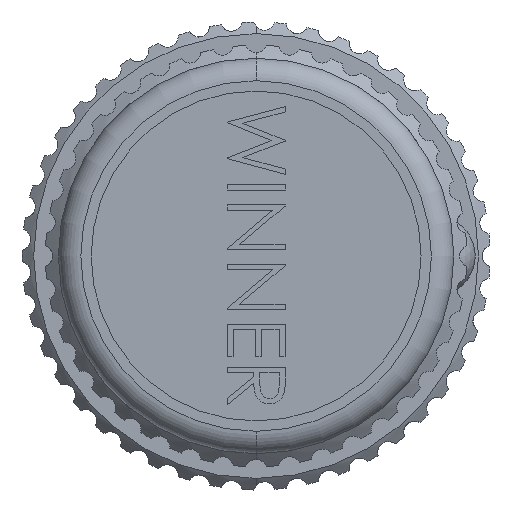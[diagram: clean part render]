
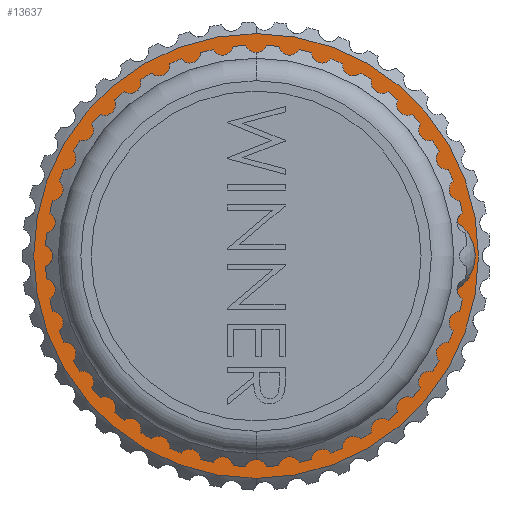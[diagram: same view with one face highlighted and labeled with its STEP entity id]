
A CAD part, left-side view. The second image highlights one B-rep face of the part: STEP entity #13637.
In plain terms, the highlighted planar face has unit normal (-1, 0, 0).
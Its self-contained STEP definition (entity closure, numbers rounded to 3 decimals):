
#834 = CARTESIAN_POINT ( 'NONE',  ( -14.1, 0., 0. ) ) ;
#1448 = EDGE_CURVE ( 'NONE', #7615, #3401, #7781, .T. ) ;
#2084 = VERTEX_POINT ( 'NONE', #9801 ) ;
#2539 = AXIS2_PLACEMENT_3D ( 'NONE', #17734, #4291, #6896 ) ;
#3401 = VERTEX_POINT ( 'NONE', #19003 ) ;
#4291 = DIRECTION ( 'NONE',  ( -1., 0., 0. ) ) ;
#4776 = FACE_OUTER_BOUND ( 'NONE', #17198, .T. ) ;
#4942 = EDGE_CURVE ( 'NONE', #2084, #24403, #22426, .T. ) ;
#6155 = AXIS2_PLACEMENT_3D ( 'NONE', #23737, #6311, #6409 ) ;
#6225 = ORIENTED_EDGE ( 'NONE', *, *, #4942, .F. ) ;
#6311 = DIRECTION ( 'NONE',  ( -1., 0., 0. ) ) ;
#6409 = DIRECTION ( 'NONE',  ( 0., 0., -1. ) ) ;
#6896 = DIRECTION ( 'NONE',  ( 0., 0., -1. ) ) ;
#7615 = VERTEX_POINT ( 'NONE', #22545 ) ;
#7781 = CIRCLE ( 'NONE', #17114, 15.3 ) ;
#9205 = AXIS2_PLACEMENT_3D ( 'NONE', #25289, #27396, #16728 ) ;
#9801 = CARTESIAN_POINT ( 'NONE',  ( -14.1, 0., -8.56 ) ) ;
#9930 = EDGE_LOOP ( 'NONE', ( #6225, #18711 ) ) ;
#10952 = FACE_BOUND ( 'NONE', #9930, .T. ) ;
#11206 = CARTESIAN_POINT ( 'NONE',  ( -14.1, 0., 8.56 ) ) ;
#13637 = ADVANCED_FACE ( 'NONE', ( #10952, #4776 ), #23915, .T. ) ;
#16728 = DIRECTION ( 'NONE',  ( 0., 0., -1. ) ) ;
#17114 = AXIS2_PLACEMENT_3D ( 'NONE', #834, #20384, #24743 ) ;
#17198 = EDGE_LOOP ( 'NONE', ( #20895, #19125 ) ) ;
#17734 = CARTESIAN_POINT ( 'NONE',  ( -14.1, 0., 0. ) ) ;
#18711 = ORIENTED_EDGE ( 'NONE', *, *, #27385, .F. ) ;
#19003 = CARTESIAN_POINT ( 'NONE',  ( -14.1, 0., -15.3 ) ) ;
#19125 = ORIENTED_EDGE ( 'NONE', *, *, #20465, .T. ) ;
#19328 = DIRECTION ( 'NONE',  ( 0., 0., -1. ) ) ;
#20140 = CIRCLE ( 'NONE', #20455, 8.56 ) ;
#20384 = DIRECTION ( 'NONE',  ( -1., 0., 0. ) ) ;
#20455 = AXIS2_PLACEMENT_3D ( 'NONE', #27812, #25605, #19328 ) ;
#20465 = EDGE_CURVE ( 'NONE', #3401, #7615, #27182, .T. ) ;
#20895 = ORIENTED_EDGE ( 'NONE', *, *, #1448, .T. ) ;
#22426 = CIRCLE ( 'NONE', #2539, 8.56 ) ;
#22545 = CARTESIAN_POINT ( 'NONE',  ( -14.1, 0., 15.3 ) ) ;
#23737 = CARTESIAN_POINT ( 'NONE',  ( -14.1, 0., 0. ) ) ;
#23915 = PLANE ( 'NONE',  #6155 ) ;
#24403 = VERTEX_POINT ( 'NONE', #11206 ) ;
#24743 = DIRECTION ( 'NONE',  ( 0., 0., -1. ) ) ;
#25289 = CARTESIAN_POINT ( 'NONE',  ( -14.1, 0., 0. ) ) ;
#25605 = DIRECTION ( 'NONE',  ( -1., 0., 0. ) ) ;
#27182 = CIRCLE ( 'NONE', #9205, 15.3 ) ;
#27385 = EDGE_CURVE ( 'NONE', #24403, #2084, #20140, .T. ) ;
#27396 = DIRECTION ( 'NONE',  ( -1., 0., 0. ) ) ;
#27812 = CARTESIAN_POINT ( 'NONE',  ( -14.1, 0., 0. ) ) ;
